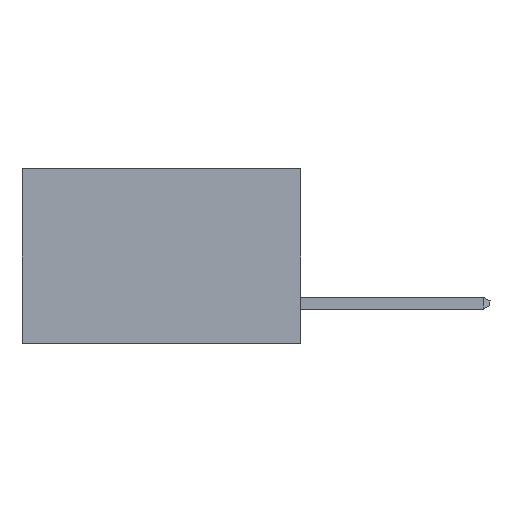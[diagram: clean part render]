
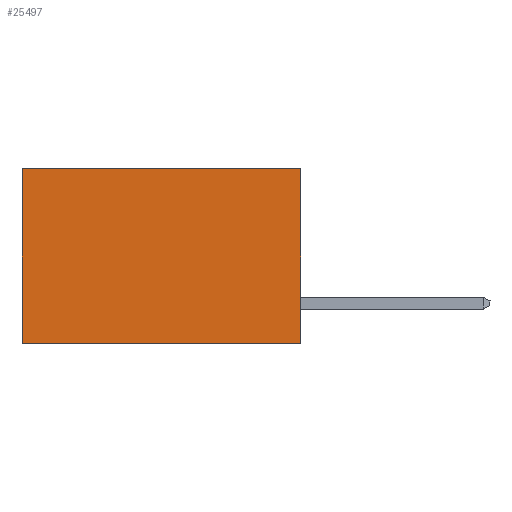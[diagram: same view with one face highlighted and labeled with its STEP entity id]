
A CAD part, left-side view. The second image highlights one B-rep face of the part: STEP entity #25497.
In plain terms, the highlighted planar face has unit normal (-1, 0, 0).
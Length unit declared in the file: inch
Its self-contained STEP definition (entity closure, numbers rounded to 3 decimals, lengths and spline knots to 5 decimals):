
#65 = AXIS2_PLACEMENT_3D ( 'NONE', #10786, #28076, #13257 ) ;
#76 = VERTEX_POINT ( 'NONE', #16902 ) ;
#1763 = LINE ( 'NONE', #14230, #14152 ) ;
#2009 = ORIENTED_EDGE ( 'NONE', *, *, #17530, .F. ) ;
#5333 = VECTOR ( 'NONE', #15116, 39.37008 ) ;
#6116 = EDGE_CURVE ( 'NONE', #76, #16439, #27807, .T. ) ;
#6772 = DIRECTION ( 'NONE',  ( 0., 0., -1. ) ) ;
#10462 = ORIENTED_EDGE ( 'NONE', *, *, #16267, .T. ) ;
#10786 = CARTESIAN_POINT ( 'NONE',  ( 0.277, 0., -0.37 ) ) ;
#13158 = CARTESIAN_POINT ( 'NONE',  ( 0.277, 0.59, 0. ) ) ;
#13257 = DIRECTION ( 'NONE',  ( 0., 0., -1. ) ) ;
#14152 = VECTOR ( 'NONE', #16707, 39.37008 ) ;
#14230 = CARTESIAN_POINT ( 'NONE',  ( 0.277, 0.59, -0.37 ) ) ;
#15116 = DIRECTION ( 'NONE',  ( 0., 1., 0. ) ) ;
#15282 = VECTOR ( 'NONE', #6772, 39.37008 ) ;
#16267 = EDGE_CURVE ( 'NONE', #23330, #16439, #1763, .T. ) ;
#16439 = VERTEX_POINT ( 'NONE', #27270 ) ;
#16707 = DIRECTION ( 'NONE',  ( 0., 0., -1. ) ) ;
#16902 = CARTESIAN_POINT ( 'NONE',  ( 0.277, 0., -0.37 ) ) ;
#17530 = EDGE_CURVE ( 'NONE', #18868, #76, #21802, .T. ) ;
#18483 = LINE ( 'NONE', #22407, #5333 ) ;
#18868 = VERTEX_POINT ( 'NONE', #19342 ) ;
#19155 = EDGE_LOOP ( 'NONE', ( #10462, #31102, #2009, #21427 ) ) ;
#19342 = CARTESIAN_POINT ( 'NONE',  ( 0.277, 0., 0. ) ) ;
#20070 = CARTESIAN_POINT ( 'NONE',  ( 0.277, 0., -0.37 ) ) ;
#21190 = VECTOR ( 'NONE', #22537, 39.37008 ) ;
#21427 = ORIENTED_EDGE ( 'NONE', *, *, #29862, .T. ) ;
#21802 = LINE ( 'NONE', #26579, #15282 ) ;
#22407 = CARTESIAN_POINT ( 'NONE',  ( 0.277, 0., 0. ) ) ;
#22537 = DIRECTION ( 'NONE',  ( 0., 1., 0. ) ) ;
#23330 = VERTEX_POINT ( 'NONE', #13158 ) ;
#25497 = ADVANCED_FACE ( 'NONE', ( #30197 ), #25557, .F. ) ;
#25557 = PLANE ( 'NONE',  #65 ) ;
#26579 = CARTESIAN_POINT ( 'NONE',  ( 0.277, 0., -0.37 ) ) ;
#27270 = CARTESIAN_POINT ( 'NONE',  ( 0.277, 0.59, -0.37 ) ) ;
#27807 = LINE ( 'NONE', #20070, #21190 ) ;
#28076 = DIRECTION ( 'NONE',  ( 1., 0., 0. ) ) ;
#29862 = EDGE_CURVE ( 'NONE', #18868, #23330, #18483, .T. ) ;
#30197 = FACE_OUTER_BOUND ( 'NONE', #19155, .T. ) ;
#31102 = ORIENTED_EDGE ( 'NONE', *, *, #6116, .F. ) ;
